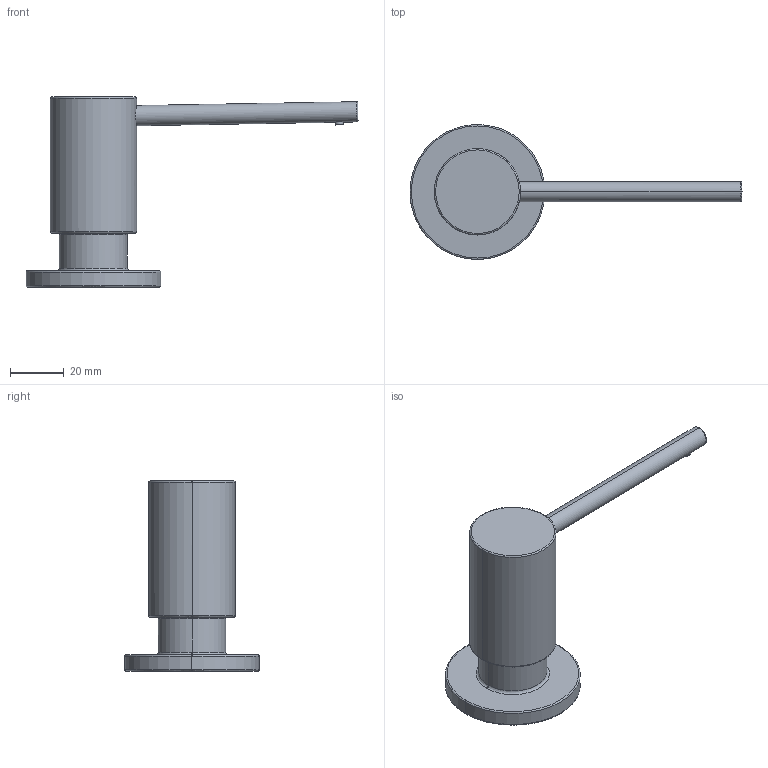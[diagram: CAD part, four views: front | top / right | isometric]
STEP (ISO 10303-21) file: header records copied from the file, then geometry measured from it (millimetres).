
FILE_DESCRIPTION(('CAx-IF Rec.Pracs.---Model Styling and Organization---1.2---2011-12-15','CAx-IF Rec.Pracs.---Geometric and Assembly Validation Properties---4.1---2014-06-16','CAx-IF Rec.Pracs.---PMI Polyline Presentation---2.0---2013-05-24'),'2;1');
FILE_NAME('1000127104_PPR_000.stp','2018-06-06T13:55:23+02:00',(''),(''),'STEP Interface 4.1 by CT CoreTechnologie','3D_Evolution4.1 by CT CoreTechnologie','');
FILE_SCHEMA(('AP203_CONFIGURATION_CONTROLLED_3D_DESIGN_OF_MECHANICAL_PARTS_AND_ASSEMBLIES_MIM_LF'));
Length unit declared in the file: millimetre
Products named in the file (3): P_2 HG A41 Spülmittelspender 1000127104_PPR_000_A0; P_2 HG Rosette A41 Universal 1000127106_PPA_000_A0; P_2 HG Pumpenset A41 Universal 1000127111_PPA_000_A0
Assembly tree (2 placements, depth 2):
  P_2 HG A41 Spülmittelspender 1000127104_PPR_000_A0
    P_2 HG Rosette A41 Universal 1000127106_PPA_000_A0
    P_2 HG Pumpenset A41 Universal 1000127111_PPA_000_A0
Bounding box: 123.14 x 50 x 70.5 mm (x, y, z)
Volume: 63898.2 mm3; surface area: 14877.9 mm2
Topology: 2 solids, 2 shells, 67 faces, 156 edges, 96 vertices
Faces by surface type: bspline 40, cylinder 20, plane 7
Entity records: 3872 total; most frequent: CARTESIAN_POINT 1424, ORIENTED_EDGE 312, DIRECTION 282, EDGE_CURVE 156, AXIS2_PLACEMENT_3D 110, VERTEX_POINT 96, CIRCLE 80, EDGE_LOOP 70
